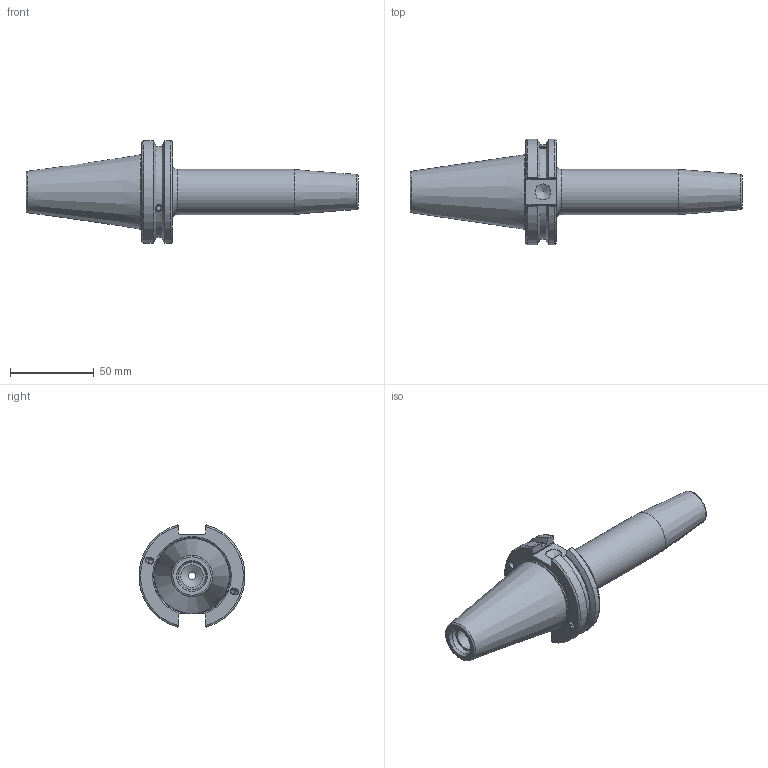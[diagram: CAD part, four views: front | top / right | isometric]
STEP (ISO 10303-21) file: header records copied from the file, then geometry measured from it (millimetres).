
FILE_DESCRIPTION(/* description */ (''),/* implementation_level */ '2;1');
FILE_NAME(/* name */ 'VB203JR.stp',/* time_stamp */ '2026-03-26T09:14:17+09:00',/* author */ ('YSH'),/* organization */ (''),/* preprocessor_version */ 'ST-DEVELOPER v20.1',/* originating_system */ 'Autodesk Inventor 2026',/* authorisation */ '');
FILE_SCHEMA (('AUTOMOTIVE_DESIGN { 1 0 10303 214 3 1 1 }'));
Length unit declared in the file: millimetre
Products named in the file (1): LO-CCT40ADB-6.35CR-130
Bounding box: 198.25 x 63.26 x 61.09 mm (x, y, z)
Volume: 154400.1 mm3; surface area: 33417.9 mm2
Topology: 1 solids, 1 shells, 91 faces, 246 edges, 160 vertices
Faces by surface type: plane 38, cylinder 30, cone 15, torus 8
Full cylindrical faces by diameter (mm): 2.459 x2, 3.242 x8, 4 x2, 4.2 x2, 4.3 x1, 6.35 x1, 7.55 x1, 9.525 x1, 13.386 x1, 16.3 x1, 27 x1, 43.8 x1
Entity records: 3111 total; most frequent: CARTESIAN_POINT 801, ORIENTED_EDGE 482, DIRECTION 472, EDGE_CURVE 241, AXIS2_PLACEMENT_3D 187, VERTEX_POINT 160, EDGE_LOOP 109, LINE 98
